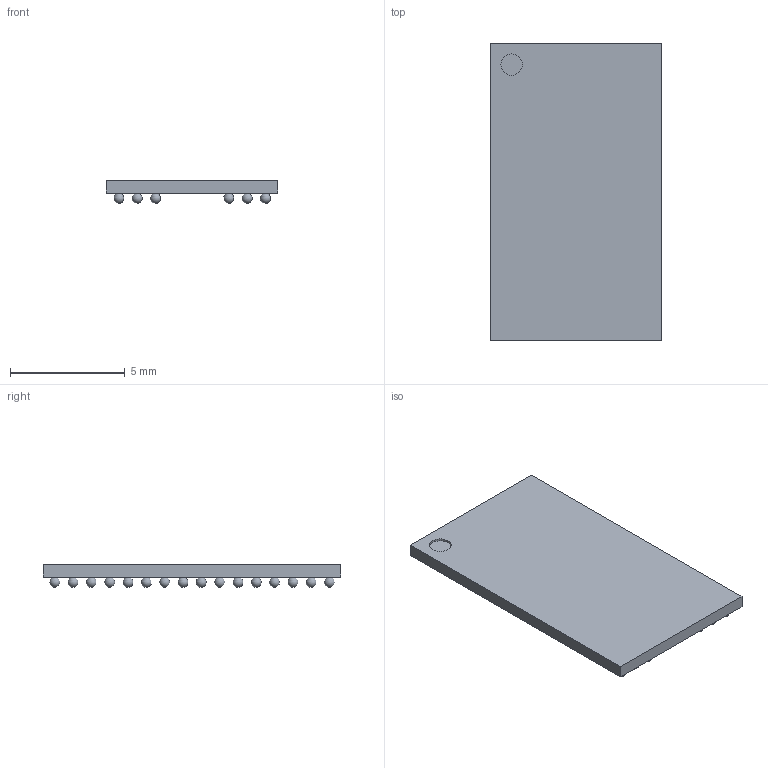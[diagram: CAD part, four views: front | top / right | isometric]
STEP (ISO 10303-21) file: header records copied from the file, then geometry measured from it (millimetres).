
FILE_DESCRIPTION(('FreeCAD Model'),'2;1');
FILE_NAME('ASSEMBLY_sp.step', '2021-06-27T14:54:12',('kicad StepUp'),('ksu MCAD'), 'Open CASCADE STEP processor 7.3','FreeCAD','Unknown');
FILE_SCHEMA(('AUTOMOTIVE_DESIGN { 1 0 10303 214 1 1 1 1 }'));
Length unit declared in the file: millimetre
Products named in the file (1): ASSEMBLY_sp
Bounding box: 7.5 x 13 x 1 mm (x, y, z)
Volume: 58.1 mm3; surface area: 278.9 mm2
Topology: 97 solids, 97 shells, 104 faces, 303 edges, 202 vertices
Faces by surface type: sphere 96, plane 7, cylinder 1
Full cylindrical faces by diameter (mm): 0.938 x1
Entity records: 2290 total; most frequent: DIRECTION 257, CARTESIAN_POINT 256, AXIS2_PLACEMENT_3D 107, VERTEX_POINT 106, FACE_BOUND 105, ADVANCED_FACE 104, STYLED_ITEM 104, PRESENTATION_STYLE_ASSIGNMENT 104
